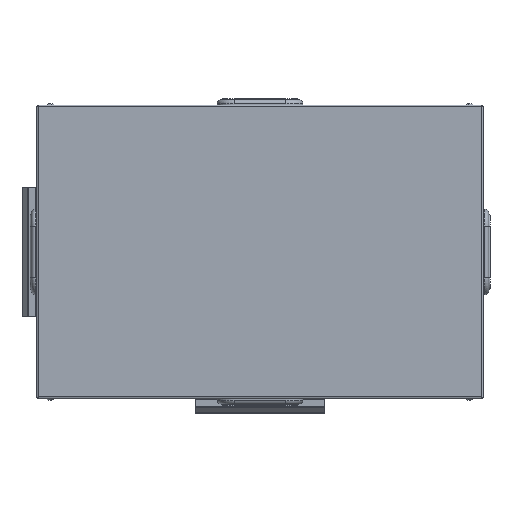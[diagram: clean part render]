
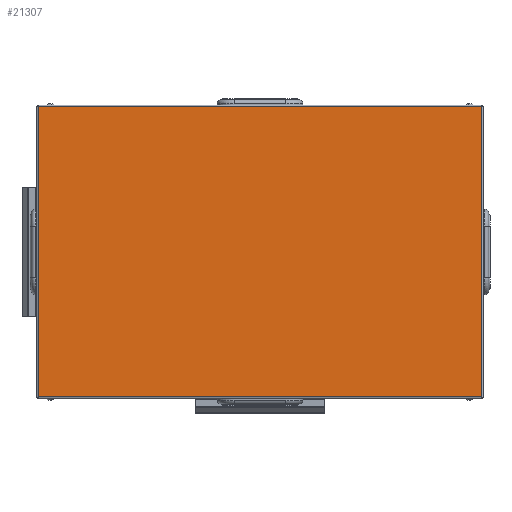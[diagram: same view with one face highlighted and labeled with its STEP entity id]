
A CAD part, front view. The second image highlights one B-rep face of the part: STEP entity #21307.
In plain terms, the highlighted planar face has unit normal (0, -1, 0).
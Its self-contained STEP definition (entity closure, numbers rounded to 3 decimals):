
#1435 = VECTOR ( 'NONE', #1914, 1000. ) ;
#1439 = VECTOR ( 'NONE', #1912, 1000. ) ;
#1441 = VECTOR ( 'NONE', #1917, 1000. ) ;
#1442 = VECTOR ( 'NONE', #1920, 1000. ) ;
#1890 = LINE ( 'NONE', #1913, #1435 ) ;
#1909 = LINE ( 'NONE', #1911, #1439 ) ;
#1911 = CARTESIAN_POINT ( 'NONE',  ( -173.929, 0., -113.5 ) ) ;
#1912 = DIRECTION ( 'NONE',  ( 1., 0., 0. ) ) ;
#1913 = CARTESIAN_POINT ( 'NONE',  ( 173.5, 0., -113.929 ) ) ;
#1914 = DIRECTION ( 'NONE',  ( 0., 0., 1. ) ) ;
#1915 = LINE ( 'NONE', #1916, #1441 ) ;
#1916 = CARTESIAN_POINT ( 'NONE',  ( 173.929, 0., 113.5 ) ) ;
#1917 = DIRECTION ( 'NONE',  ( -1., 0., 0. ) ) ;
#1918 = LINE ( 'NONE', #1919, #1442 ) ;
#1919 = CARTESIAN_POINT ( 'NONE',  ( -173.5, 0., 113.929 ) ) ;
#1920 = DIRECTION ( 'NONE',  ( 0., 0., -1. ) ) ;
#5642 = AXIS2_PLACEMENT_3D ( 'NONE', #7281, #7292, #7293 ) ;
#6131 = CARTESIAN_POINT ( 'NONE',  ( 173.5, 0., -113.5 ) ) ;
#6169 = CARTESIAN_POINT ( 'NONE',  ( 173.5, 0., 113.5 ) ) ;
#6287 = CARTESIAN_POINT ( 'NONE',  ( -173.5, 0., 113.5 ) ) ;
#7281 = CARTESIAN_POINT ( 'NONE',  ( -175., 0., -115. ) ) ;
#7289 = FACE_OUTER_BOUND ( 'NONE', #22057, .T. ) ;
#7290 = PLANE ( 'NONE',  #5642 ) ;
#7292 = DIRECTION ( 'NONE',  ( 0., -1., 0. ) ) ;
#7293 = DIRECTION ( 'NONE',  ( 0., 0., -1. ) ) ;
#8487 = CARTESIAN_POINT ( 'NONE',  ( -173.5, 0., -113.5 ) ) ;
#18400 = EDGE_CURVE ( 'NONE', #21658, #20952, #1909, .T. ) ;
#18401 = EDGE_CURVE ( 'NONE', #20952, #20990, #1890, .T. ) ;
#18402 = EDGE_CURVE ( 'NONE', #20990, #21108, #1915, .T. ) ;
#18403 = EDGE_CURVE ( 'NONE', #21108, #21658, #1918, .T. ) ;
#19233 = ORIENTED_EDGE ( 'NONE', *, *, #18400, .T. ) ;
#19236 = ORIENTED_EDGE ( 'NONE', *, *, #18401, .T. ) ;
#19239 = ORIENTED_EDGE ( 'NONE', *, *, #18402, .T. ) ;
#19242 = ORIENTED_EDGE ( 'NONE', *, *, #18403, .T. ) ;
#20952 = VERTEX_POINT ( 'NONE', #6131 ) ;
#20990 = VERTEX_POINT ( 'NONE', #6169 ) ;
#21108 = VERTEX_POINT ( 'NONE', #6287 ) ;
#21307 = ADVANCED_FACE ( 'NONE', ( #7289 ), #7290, .T. ) ;
#21658 = VERTEX_POINT ( 'NONE', #8487 ) ;
#22057 = EDGE_LOOP ( 'NONE', ( #19233, #19236, #19239, #19242 ) ) ;
